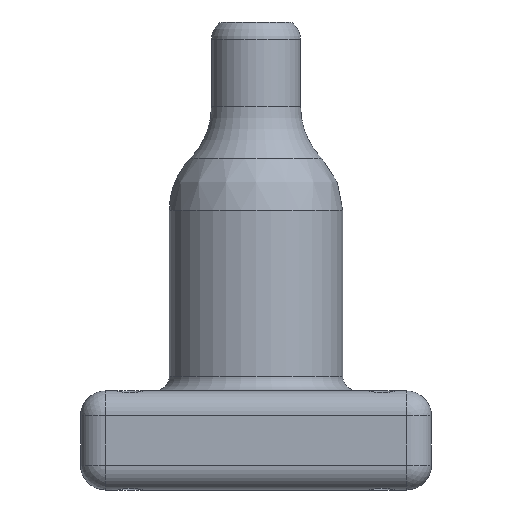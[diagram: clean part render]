
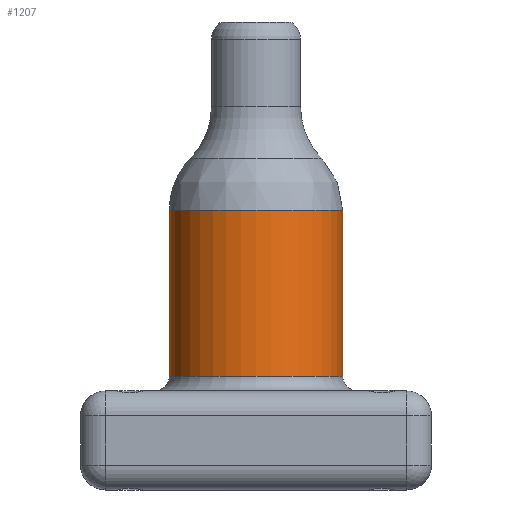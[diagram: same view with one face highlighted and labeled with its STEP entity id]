
A CAD part, front view. The second image highlights one B-rep face of the part: STEP entity #1207.
In plain terms, the highlighted cylindrical face has radius 17.5 mm (diameter 35 mm), a full revolution.
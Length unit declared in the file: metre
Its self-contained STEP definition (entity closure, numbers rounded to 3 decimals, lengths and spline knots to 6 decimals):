
#29=CYLINDRICAL_SURFACE('',#1286,0.0175);
#52=CIRCLE('',#1282,0.0175);
#53=CIRCLE('',#1283,0.0175);
#56=CIRCLE('',#1287,0.0175);
#152=FACE_OUTER_BOUND('',#222,.T.);
#222=EDGE_LOOP('',(#874,#875,#876,#877,#878));
#302=LINE('',#2109,#397);
#397=VECTOR('',#1460,0.0175);
#521=VERTEX_POINT('',#2099);
#522=VERTEX_POINT('',#2100);
#524=VERTEX_POINT('',#2107);
#651=EDGE_CURVE('',#521,#522,#52,.T.);
#652=EDGE_CURVE('',#522,#521,#53,.T.);
#655=EDGE_CURVE('',#524,#524,#56,.T.);
#656=EDGE_CURVE('',#524,#522,#302,.T.);
#874=ORIENTED_EDGE('',*,*,#655,.F.);
#875=ORIENTED_EDGE('',*,*,#656,.T.);
#876=ORIENTED_EDGE('',*,*,#651,.F.);
#877=ORIENTED_EDGE('',*,*,#652,.F.);
#878=ORIENTED_EDGE('',*,*,#656,.F.);
#1207=ADVANCED_FACE('',(#152),#29,.T.);
#1282=AXIS2_PLACEMENT_3D('',#2101,#1448,#1449);
#1283=AXIS2_PLACEMENT_3D('',#2102,#1450,#1451);
#1286=AXIS2_PLACEMENT_3D('',#2106,#1456,#1457);
#1287=AXIS2_PLACEMENT_3D('',#2108,#1458,#1459);
#1448=DIRECTION('center_axis',(0.,0.,-1.));
#1449=DIRECTION('ref_axis',(-1.,0.,0.));
#1450=DIRECTION('center_axis',(0.,0.,-1.));
#1451=DIRECTION('ref_axis',(-1.,0.,0.));
#1456=DIRECTION('center_axis',(0.,0.,1.));
#1457=DIRECTION('ref_axis',(1.,0.,0.));
#1458=DIRECTION('center_axis',(0.,0.,1.));
#1459=DIRECTION('ref_axis',(1.,0.,0.));
#1460=DIRECTION('',(0.,0.,-1.));
#2099=CARTESIAN_POINT('',(-0.237941,0.250727,0.023));
#2100=CARTESIAN_POINT('',(-0.272941,0.250727,0.023));
#2101=CARTESIAN_POINT('Origin',(-0.255441,0.250727,0.023));
#2102=CARTESIAN_POINT('Origin',(-0.255441,0.250727,0.023));
#2106=CARTESIAN_POINT('Origin',(-0.255441,0.250727,0.045));
#2107=CARTESIAN_POINT('',(-0.272941,0.250727,0.056481));
#2108=CARTESIAN_POINT('Origin',(-0.255441,0.250727,0.056481));
#2109=CARTESIAN_POINT('',(-0.272941,0.250727,0.045));
